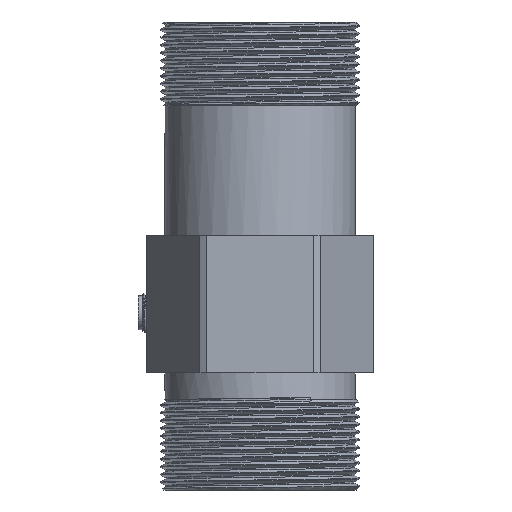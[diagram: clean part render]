
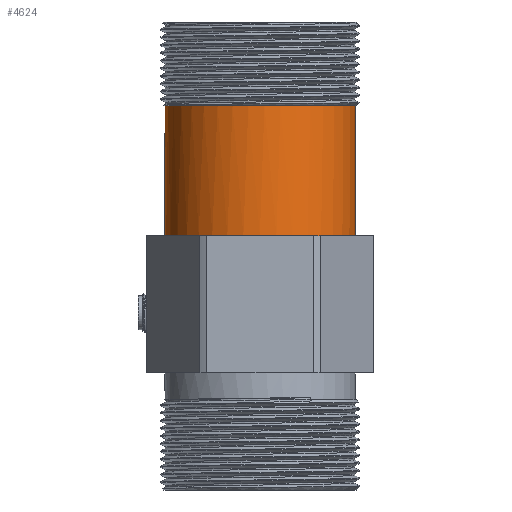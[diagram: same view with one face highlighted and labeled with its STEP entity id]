
A CAD part, front view. The second image highlights one B-rep face of the part: STEP entity #4624.
In plain terms, the highlighted cylindrical face has radius 28.5 mm (diameter 57 mm), a full revolution.
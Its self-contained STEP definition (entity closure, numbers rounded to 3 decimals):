
#1387=LINE('',#25003,#2702);
#2702=VECTOR('',#15813,1.);
#2928=B_SPLINE_CURVE_WITH_KNOTS('',3,(#24990,#24991,#24992,#24993,#24994,
#24995,#24996,#24997,#24998,#24999,#25000,#25001),.UNSPECIFIED.,.F.,.F.,
(4,2,2,2,2,4),(0.,0.25,0.375,0.5,0.75,1.),.UNSPECIFIED.);
#4624=ADVANCED_FACE('',(#4994,#4995),#4761,.T.);
#4761=CYLINDRICAL_SURFACE('',#12983,28.5);
#4994=FACE_BOUND('',#5735,.T.);
#4995=FACE_BOUND('',#5736,.T.);
#5735=EDGE_LOOP('',(#8817));
#5736=EDGE_LOOP('',(#8818,#8819,#8820));
#8817=ORIENTED_EDGE('',*,*,#11860,.T.);
#8818=ORIENTED_EDGE('',*,*,#11861,.F.);
#8819=ORIENTED_EDGE('',*,*,#11862,.T.);
#8820=ORIENTED_EDGE('',*,*,#11859,.T.);
#10234=VERTEX_POINT('',#24978);
#10236=VERTEX_POINT('',#24985);
#10237=VERTEX_POINT('',#24989);
#10238=VERTEX_POINT('',#25002);
#11859=EDGE_CURVE('',#10234,#10236,#12184,.T.);
#11860=EDGE_CURVE('',#10237,#10237,#12185,.T.);
#11861=EDGE_CURVE('',#10238,#10236,#2928,.T.);
#11862=EDGE_CURVE('',#10238,#10234,#1387,.T.);
#12184=CIRCLE('',#12980,28.5);
#12185=CIRCLE('',#12982,28.5);
#12980=AXIS2_PLACEMENT_3D('',#24986,#15807,#15808);
#12982=AXIS2_PLACEMENT_3D('',#24988,#15811,#15812);
#12983=AXIS2_PLACEMENT_3D('',#25004,#15814,#15815);
#15807=DIRECTION('',(0.,0.,-1.));
#15808=DIRECTION('',(1.,0.,0.));
#15811=DIRECTION('',(0.,0.,1.));
#15812=DIRECTION('',(-1.,0.,0.));
#15813=DIRECTION('',(0.,0.,1.));
#15814=DIRECTION('',(0.,0.,1.));
#15815=DIRECTION('',(1.,0.,0.));
#24978=CARTESIAN_POINT('',(28.084,4.853,43.));
#24985=CARTESIAN_POINT('',(-13.038,25.343,43.));
#24986=CARTESIAN_POINT('',(0.,0.,43.));
#24988=CARTESIAN_POINT('',(0.,0.,4.));
#24989=CARTESIAN_POINT('',(-28.5,0.,4.));
#24990=CARTESIAN_POINT('',(28.084,4.853,42.311));
#24991=CARTESIAN_POINT('',(27.319,9.278,42.368));
#24992=CARTESIAN_POINT('',(25.529,13.441,42.425));
#24993=CARTESIAN_POINT('',(21.503,18.839,42.513));
#24994=CARTESIAN_POINT('',(19.977,20.447,42.542));
#24995=CARTESIAN_POINT('',(16.573,23.292,42.598));
#24996=CARTESIAN_POINT('',(14.676,24.531,42.627));
#24997=CARTESIAN_POINT('',(8.726,27.491,42.714));
#24998=CARTESIAN_POINT('',(4.27,28.527,42.771));
#24999=CARTESIAN_POINT('',(-4.621,28.472,42.885));
#25000=CARTESIAN_POINT('',(-9.045,27.397,42.943));
#25001=CARTESIAN_POINT('',(-13.038,25.343,43.));
#25002=CARTESIAN_POINT('',(28.084,4.853,42.311));
#25003=CARTESIAN_POINT('',(28.084,4.853,-132.));
#25004=CARTESIAN_POINT('',(0.,0.,-132.));
